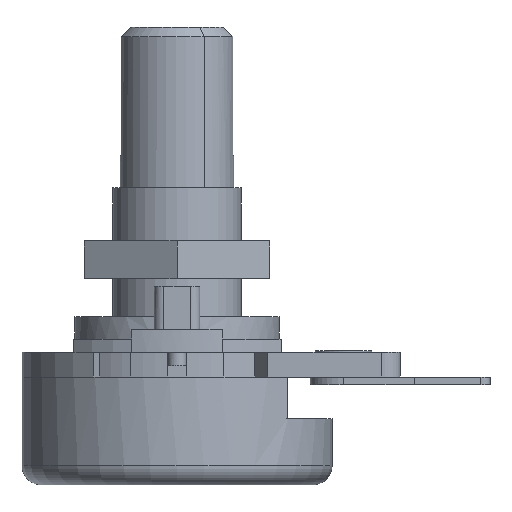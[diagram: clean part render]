
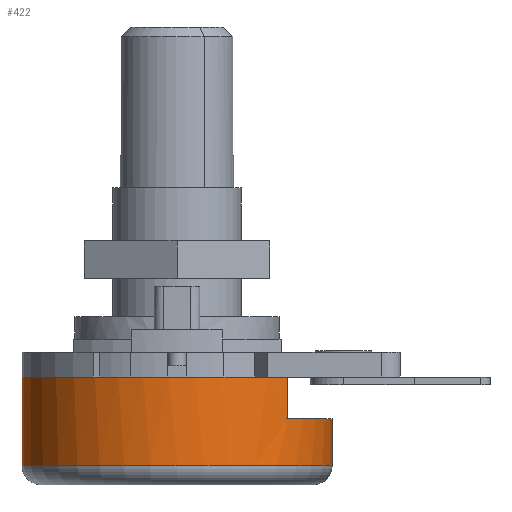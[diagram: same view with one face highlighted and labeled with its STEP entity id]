
A CAD part, front view. The second image highlights one B-rep face of the part: STEP entity #422.
In plain terms, the highlighted cylindrical face has radius 8.2 mm (diameter 16.4 mm), a partial arc.
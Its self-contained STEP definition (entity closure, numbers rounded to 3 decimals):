
#97=CARTESIAN_POINT('Vertex',(-8.2,0.,5.7)) ;
#100=CARTESIAN_POINT('Axis2P3D Location',(0.,0.,5.7)) ;
#104=CARTESIAN_POINT('Vertex',(5.846,-5.75,5.7)) ;
#167=CARTESIAN_POINT('Vertex',(5.846,-5.75,3.5)) ;
#170=CARTESIAN_POINT('Axis2P3D Location',(0.,0.,3.5)) ;
#174=CARTESIAN_POINT('Vertex',(8.2,0.,3.5)) ;
#208=CARTESIAN_POINT('Line Origine',(5.846,-5.75,4.6)) ;
#376=CARTESIAN_POINT('Axis2P3D Location',(0.,0.,2.85)) ;
#381=CARTESIAN_POINT('Line Origine',(-8.2,0.,2.85)) ;
#385=CARTESIAN_POINT('Vertex',(-8.2,0.,1.)) ;
#388=CARTESIAN_POINT('Line Origine',(8.2,0.,2.85)) ;
#392=CARTESIAN_POINT('Vertex',(8.2,0.,1.)) ;
#409=CARTESIAN_POINT('Axis2P3D Location',(0.,0.,1.)) ;
#101=DIRECTION('Axis2P3D Direction',(0.,0.,1.)) ;
#171=DIRECTION('Axis2P3D Direction',(0.,0.,1.)) ;
#209=DIRECTION('Vector Direction',(0.,0.,-1.)) ;
#377=DIRECTION('Axis2P3D Direction',(0.,0.,1.)) ;
#378=DIRECTION('Axis2P3D XDirection',(1.,0.,0.)) ;
#382=DIRECTION('Vector Direction',(0.,0.,1.)) ;
#389=DIRECTION('Vector Direction',(0.,0.,1.)) ;
#410=DIRECTION('Axis2P3D Direction',(0.,0.,1.)) ;
#102=AXIS2_PLACEMENT_3D('Circle Axis2P3D',#100,#101,$) ;
#172=AXIS2_PLACEMENT_3D('Circle Axis2P3D',#170,#171,$) ;
#379=AXIS2_PLACEMENT_3D('Cylinder Axis2P3D',#376,#377,#378) ;
#411=AXIS2_PLACEMENT_3D('Circle Axis2P3D',#409,#410,$) ;
#415=ORIENTED_EDGE('',*,*,#394,.T.) ;
#416=ORIENTED_EDGE('',*,*,#176,.F.) ;
#417=ORIENTED_EDGE('',*,*,#212,.F.) ;
#418=ORIENTED_EDGE('',*,*,#106,.F.) ;
#419=ORIENTED_EDGE('',*,*,#387,.F.) ;
#420=ORIENTED_EDGE('',*,*,#413,.T.) ;
#210=VECTOR('Line Direction',#209,1.) ;
#383=VECTOR('Line Direction',#382,1.) ;
#390=VECTOR('Line Direction',#389,1.) ;
#422=ADVANCED_FACE('PartBody',(#421),#380,.T.) ;
#103=CIRCLE('generated circle',#102,8.2) ;
#173=CIRCLE('generated circle',#172,8.2) ;
#412=CIRCLE('generated circle',#411,8.2) ;
#380=CYLINDRICAL_SURFACE('generated cylinder',#379,8.2) ;
#106=EDGE_CURVE('',#98,#105,#103,.T.) ;
#176=EDGE_CURVE('',#168,#175,#173,.T.) ;
#212=EDGE_CURVE('',#105,#168,#211,.T.) ;
#387=EDGE_CURVE('',#386,#98,#384,.T.) ;
#394=EDGE_CURVE('',#393,#175,#391,.T.) ;
#413=EDGE_CURVE('',#386,#393,#412,.T.) ;
#414=EDGE_LOOP('',(#415,#416,#417,#418,#419,#420)) ;
#421=FACE_OUTER_BOUND('',#414,.T.) ;
#211=LINE('Line',#208,#210) ;
#384=LINE('Line',#381,#383) ;
#391=LINE('Line',#388,#390) ;
#98=VERTEX_POINT('',#97) ;
#105=VERTEX_POINT('',#104) ;
#168=VERTEX_POINT('',#167) ;
#175=VERTEX_POINT('',#174) ;
#386=VERTEX_POINT('',#385) ;
#393=VERTEX_POINT('',#392) ;
